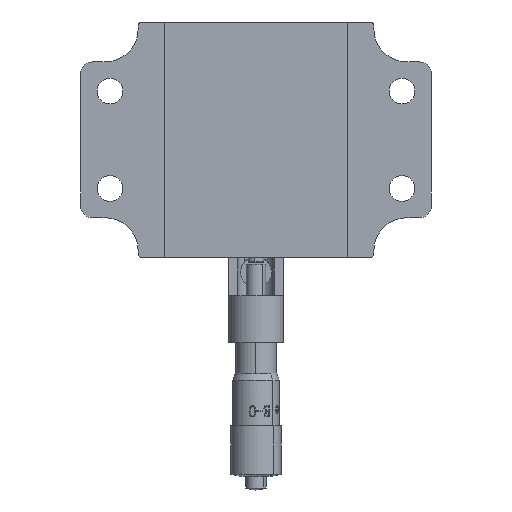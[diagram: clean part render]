
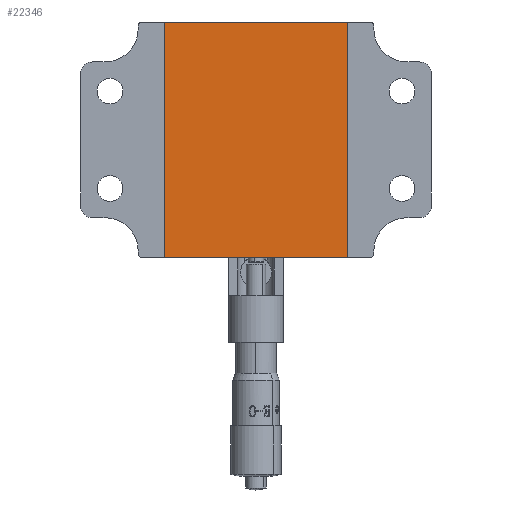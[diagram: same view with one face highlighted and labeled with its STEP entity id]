
A CAD part, front view. The second image highlights one B-rep face of the part: STEP entity #22346.
In plain terms, the highlighted planar face has unit normal (0, -1, 0).
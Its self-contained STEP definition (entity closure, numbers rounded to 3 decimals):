
#38 = PLANE ( 'NONE',  #15978 ) ;
#2411 = CARTESIAN_POINT ( 'NONE',  ( -25.791, -19.815, 25.601 ) ) ;
#3003 = VECTOR ( 'NONE', #6497, 1000. ) ;
#5858 = CARTESIAN_POINT ( 'NONE',  ( 21.209, -19.815, 25.601 ) ) ;
#6497 = DIRECTION ( 'NONE',  ( 1., 0., 0. ) ) ;
#10202 = LINE ( 'NONE', #5858, #17954 ) ;
#11012 = FACE_OUTER_BOUND ( 'NONE', #15712, .T. ) ;
#11204 = EDGE_CURVE ( 'NONE', #29225, #29058, #27308, .T. ) ;
#11381 = ORIENTED_EDGE ( 'NONE', *, *, #36441, .F. ) ;
#11664 = CARTESIAN_POINT ( 'NONE',  ( 21.209, -19.815, 25.601 ) ) ;
#12371 = VECTOR ( 'NONE', #16423, 1000. ) ;
#13207 = ORIENTED_EDGE ( 'NONE', *, *, #11204, .T. ) ;
#13627 = EDGE_CURVE ( 'NONE', #29058, #22908, #18422, .T. ) ;
#14525 = CARTESIAN_POINT ( 'NONE',  ( 21.209, -19.815, -34.899 ) ) ;
#14570 = DIRECTION ( 'NONE',  ( 0., 0., -1. ) ) ;
#15712 = EDGE_LOOP ( 'NONE', ( #27095, #16168, #11381, #13207 ) ) ;
#15978 = AXIS2_PLACEMENT_3D ( 'NONE', #11664, #31951, #14570 ) ;
#16168 = ORIENTED_EDGE ( 'NONE', *, *, #18514, .F. ) ;
#16423 = DIRECTION ( 'NONE',  ( 1., 0., 0. ) ) ;
#17954 = VECTOR ( 'NONE', #23174, 1000. ) ;
#18422 = LINE ( 'NONE', #26727, #3003 ) ;
#18514 = EDGE_CURVE ( 'NONE', #31689, #22908, #10202, .T. ) ;
#18733 = VECTOR ( 'NONE', #22633, 1000. ) ;
#20064 = LINE ( 'NONE', #27932, #12371 ) ;
#20966 = CARTESIAN_POINT ( 'NONE',  ( -25.791, -19.815, -34.899 ) ) ;
#22346 = ADVANCED_FACE ( 'NONE', ( #11012 ), #38, .F. ) ;
#22633 = DIRECTION ( 'NONE',  ( 0., 0., -1. ) ) ;
#22908 = VERTEX_POINT ( 'NONE', #14525 ) ;
#23174 = DIRECTION ( 'NONE',  ( 0., 0., -1. ) ) ;
#26727 = CARTESIAN_POINT ( 'NONE',  ( 21.209, -19.815, -34.899 ) ) ;
#27095 = ORIENTED_EDGE ( 'NONE', *, *, #13627, .T. ) ;
#27308 = LINE ( 'NONE', #2411, #18733 ) ;
#27932 = CARTESIAN_POINT ( 'NONE',  ( 21.209, -19.815, 25.601 ) ) ;
#28908 = CARTESIAN_POINT ( 'NONE',  ( 21.209, -19.815, 25.601 ) ) ;
#29058 = VERTEX_POINT ( 'NONE', #20966 ) ;
#29225 = VERTEX_POINT ( 'NONE', #30429 ) ;
#30429 = CARTESIAN_POINT ( 'NONE',  ( -25.791, -19.815, 25.601 ) ) ;
#31689 = VERTEX_POINT ( 'NONE', #28908 ) ;
#31951 = DIRECTION ( 'NONE',  ( 0., 1., 0. ) ) ;
#36441 = EDGE_CURVE ( 'NONE', #29225, #31689, #20064, .T. ) ;
